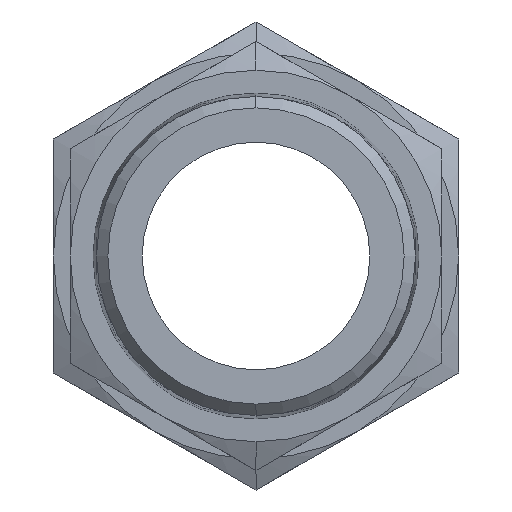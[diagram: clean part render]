
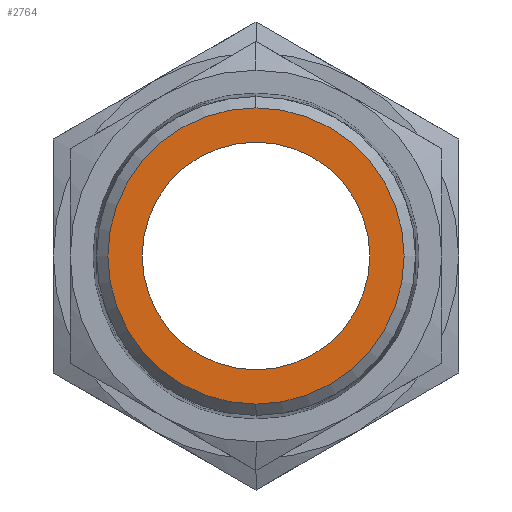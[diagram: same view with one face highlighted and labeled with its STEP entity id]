
A CAD part, left-side view. The second image highlights one B-rep face of the part: STEP entity #2764.
In plain terms, the highlighted planar face has unit normal (-1, 0, 0).
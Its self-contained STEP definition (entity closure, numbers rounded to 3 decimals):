
#51 = DIRECTION ( 'NONE',  ( 1., 0., 0. ) ) ;
#117 = DIRECTION ( 'NONE',  ( 0., 0., -1. ) ) ;
#129 = DIRECTION ( 'NONE',  ( -1., 0., 0. ) ) ;
#150 = CARTESIAN_POINT ( 'NONE',  ( 0., 0., 0. ) ) ;
#178 = EDGE_CURVE ( 'NONE', #9580, #8380, #9470, .T. ) ;
#265 = DIRECTION ( 'NONE',  ( -1., 0., 0. ) ) ;
#856 = CARTESIAN_POINT ( 'NONE',  ( 0., 0., 0. ) ) ;
#1110 = EDGE_LOOP ( 'NONE', ( #5189, #1927 ) ) ;
#1138 = ORIENTED_EDGE ( 'NONE', *, *, #4594, .T. ) ;
#1304 = AXIS2_PLACEMENT_3D ( 'NONE', #6946, #129, #8393 ) ;
#1347 = CARTESIAN_POINT ( 'NONE',  ( 0., 0., -16.85 ) ) ;
#1620 = EDGE_CURVE ( 'NONE', #8583, #5488, #6665, .T. ) ;
#1927 = ORIENTED_EDGE ( 'NONE', *, *, #4491, .T. ) ;
#2035 = CARTESIAN_POINT ( 'NONE',  ( 0., 0., 0. ) ) ;
#2422 = PLANE ( 'NONE',  #1304 ) ;
#2536 = EDGE_LOOP ( 'NONE', ( #1138, #9301 ) ) ;
#2750 = CARTESIAN_POINT ( 'NONE',  ( 0., 0., 0. ) ) ;
#2764 = ADVANCED_FACE ( 'NONE', ( #6571, #9601 ), #2422, .T. ) ;
#3658 = CIRCLE ( 'NONE', #4597, 16.85 ) ;
#4491 = EDGE_CURVE ( 'NONE', #5488, #8583, #3658, .T. ) ;
#4594 = EDGE_CURVE ( 'NONE', #8380, #9580, #4924, .T. ) ;
#4597 = AXIS2_PLACEMENT_3D ( 'NONE', #2750, #5082, #7409 ) ;
#4699 = AXIS2_PLACEMENT_3D ( 'NONE', #2035, #9558, #5081 ) ;
#4924 = CIRCLE ( 'NONE', #7940, 21.927 ) ;
#5081 = DIRECTION ( 'NONE',  ( 0., 0., 1. ) ) ;
#5082 = DIRECTION ( 'NONE',  ( 1., 0., 0. ) ) ;
#5114 = CARTESIAN_POINT ( 'NONE',  ( 0., 0., 21.927 ) ) ;
#5189 = ORIENTED_EDGE ( 'NONE', *, *, #1620, .T. ) ;
#5241 = AXIS2_PLACEMENT_3D ( 'NONE', #150, #51, #8416 ) ;
#5488 = VERTEX_POINT ( 'NONE', #6752 ) ;
#5736 = CARTESIAN_POINT ( 'NONE',  ( 0., 0., -21.927 ) ) ;
#6571 = FACE_BOUND ( 'NONE', #1110, .T. ) ;
#6665 = CIRCLE ( 'NONE', #5241, 16.85 ) ;
#6752 = CARTESIAN_POINT ( 'NONE',  ( 0., 0., 16.85 ) ) ;
#6946 = CARTESIAN_POINT ( 'NONE',  ( 0., 0., -11.779 ) ) ;
#7409 = DIRECTION ( 'NONE',  ( 0., 0., 1. ) ) ;
#7940 = AXIS2_PLACEMENT_3D ( 'NONE', #856, #265, #117 ) ;
#8380 = VERTEX_POINT ( 'NONE', #5736 ) ;
#8393 = DIRECTION ( 'NONE',  ( 0., 0., 1. ) ) ;
#8416 = DIRECTION ( 'NONE',  ( 0., 0., -1. ) ) ;
#8583 = VERTEX_POINT ( 'NONE', #1347 ) ;
#9301 = ORIENTED_EDGE ( 'NONE', *, *, #178, .T. ) ;
#9470 = CIRCLE ( 'NONE', #4699, 21.927 ) ;
#9558 = DIRECTION ( 'NONE',  ( -1., 0., 0. ) ) ;
#9580 = VERTEX_POINT ( 'NONE', #5114 ) ;
#9601 = FACE_OUTER_BOUND ( 'NONE', #2536, .T. ) ;
